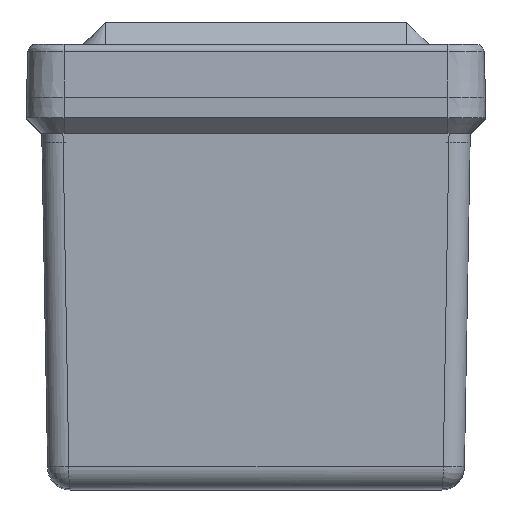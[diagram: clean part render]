
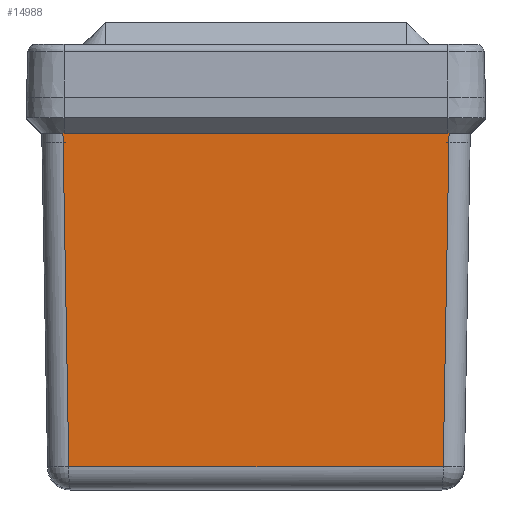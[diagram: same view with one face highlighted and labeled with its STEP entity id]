
A CAD part, top view. The second image highlights one B-rep face of the part: STEP entity #14988.
In plain terms, the highlighted planar face has unit normal (0, -0.018, 1).
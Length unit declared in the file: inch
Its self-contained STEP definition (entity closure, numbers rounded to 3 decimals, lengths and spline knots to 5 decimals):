
#396 = LINE ( 'NONE', #5246, #5539 ) ;
#413 = AXIS2_PLACEMENT_3D ( 'NONE', #13732, #19981, #15272 ) ;
#594 = CARTESIAN_POINT ( 'NONE',  ( -1.60237, 2.9525, 3.18449 ) ) ;
#714 = CARTESIAN_POINT ( 'NONE',  ( 1.55405, 0.18423, 3.13617 ) ) ;
#1421 = DIRECTION ( 'NONE',  ( -1., 0., 0. ) ) ;
#1610 = ORIENTED_EDGE ( 'NONE', *, *, #19867, .T. ) ;
#2260 = EDGE_CURVE ( 'NONE', #18246, #10419, #11803, .T. ) ;
#2473 = EDGE_CURVE ( 'NONE', #19815, #10419, #2811, .T. ) ;
#2811 = LINE ( 'NONE', #19728, #17292 ) ;
#4376 = FACE_OUTER_BOUND ( 'NONE', #13861, .T. ) ;
#4625 = CARTESIAN_POINT ( 'NONE',  ( -1.55405, 0.18423, 3.13617 ) ) ;
#4672 = EDGE_CURVE ( 'NONE', #11879, #19472, #5267, .T. ) ;
#4716 = CARTESIAN_POINT ( 'NONE',  ( 1.55405, 0.18423, 3.13617 ) ) ;
#4915 = LINE ( 'NONE', #4716, #12054 ) ;
#5246 = CARTESIAN_POINT ( 'NONE',  ( 0., 2.9525, 3.18449 ) ) ;
#5267 = LINE ( 'NONE', #9709, #18208 ) ;
#5539 = VECTOR ( 'NONE', #10228, 39.37008 ) ;
#6632 = CARTESIAN_POINT ( 'NONE',  ( 1.60237, 2.9525, 3.18449 ) ) ;
#7184 = DIRECTION ( 'NONE',  ( 0.017, -1., -0.017 ) ) ;
#7717 = LINE ( 'NONE', #594, #19872 ) ;
#7957 = ORIENTED_EDGE ( 'NONE', *, *, #4672, .F. ) ;
#8148 = VERTEX_POINT ( 'NONE', #6632 ) ;
#9107 = ORIENTED_EDGE ( 'NONE', *, *, #9341, .F. ) ;
#9341 = EDGE_CURVE ( 'NONE', #19815, #8148, #396, .T. ) ;
#9709 = CARTESIAN_POINT ( 'NONE',  ( 0.79688, 0.18423, 3.13617 ) ) ;
#9733 = VECTOR ( 'NONE', #12759, 39.37008 ) ;
#9910 = PLANE ( 'NONE',  #413 ) ;
#9992 = CARTESIAN_POINT ( 'NONE',  ( -1.59375, 2.9525, 3.18449 ) ) ;
#10228 = DIRECTION ( 'NONE',  ( 1., 0., 0. ) ) ;
#10419 = VERTEX_POINT ( 'NONE', #9992 ) ;
#11803 = LINE ( 'NONE', #14471, #9733 ) ;
#11879 = VERTEX_POINT ( 'NONE', #714 ) ;
#12054 = VECTOR ( 'NONE', #16053, 39.37008 ) ;
#12759 = DIRECTION ( 'NONE',  ( 1., 0., 0. ) ) ;
#13732 = CARTESIAN_POINT ( 'NONE',  ( 1.59375, 2.9525, 3.18449 ) ) ;
#13791 = CARTESIAN_POINT ( 'NONE',  ( 1.59375, 2.9525, 3.18449 ) ) ;
#13861 = EDGE_LOOP ( 'NONE', ( #17430, #1610, #7957, #16713, #9107, #14496 ) ) ;
#14455 = EDGE_CURVE ( 'NONE', #11879, #8148, #4915, .T. ) ;
#14471 = CARTESIAN_POINT ( 'NONE',  ( 0., 2.9525, 3.18449 ) ) ;
#14496 = ORIENTED_EDGE ( 'NONE', *, *, #2473, .T. ) ;
#14988 = ADVANCED_FACE ( 'NONE', ( #4376 ), #9910, .T. ) ;
#15272 = DIRECTION ( 'NONE',  ( 0., -1., -0.017 ) ) ;
#16053 = DIRECTION ( 'NONE',  ( 0.017, 1., 0.017 ) ) ;
#16205 = CARTESIAN_POINT ( 'NONE',  ( -1.60237, 2.9525, 3.18449 ) ) ;
#16713 = ORIENTED_EDGE ( 'NONE', *, *, #14455, .T. ) ;
#17292 = VECTOR ( 'NONE', #18674, 39.37008 ) ;
#17430 = ORIENTED_EDGE ( 'NONE', *, *, #2260, .F. ) ;
#18208 = VECTOR ( 'NONE', #1421, 39.37008 ) ;
#18246 = VERTEX_POINT ( 'NONE', #16205 ) ;
#18674 = DIRECTION ( 'NONE',  ( -1., 0., 0. ) ) ;
#19472 = VERTEX_POINT ( 'NONE', #4625 ) ;
#19728 = CARTESIAN_POINT ( 'NONE',  ( 1.59375, 2.9525, 3.18449 ) ) ;
#19815 = VERTEX_POINT ( 'NONE', #13791 ) ;
#19867 = EDGE_CURVE ( 'NONE', #18246, #19472, #7717, .T. ) ;
#19872 = VECTOR ( 'NONE', #7184, 39.37008 ) ;
#19981 = DIRECTION ( 'NONE',  ( 0., -0.017, 1. ) ) ;
